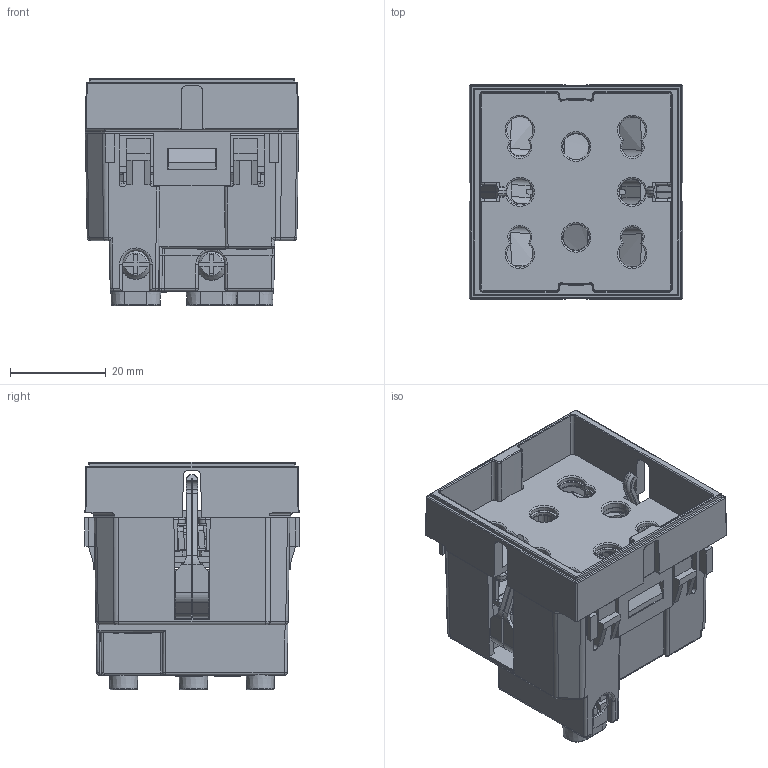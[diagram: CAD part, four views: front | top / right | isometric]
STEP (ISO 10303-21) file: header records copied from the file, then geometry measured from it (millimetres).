
FILE_DESCRIPTION((''),'2;1');
FILE_NAME('LF40211-LNOW_ASM','2024-01-11T',('admin'),(''),'PRO/ENGINEER BY PARAMETRIC TECHNOLOGY CORPORATION, 2012480','PRO/ENGINEER BY PARAMETRIC TECHNOLOGY CORPORATION, 2012480','');
FILE_SCHEMA(('CONFIG_CONTROL_DESIGN'));
Products named in the file (14): H21_______-LNOW-20230307_AF0; SLIDE-P30-_AF1_AF0; SHUTTER-3_AF0; SHUTTER-3_AF0_AF0; PROTECTOR-COVER_AF0_AF0; SHUTTER-1_ASM_ASM; LF40211010-LNOW; LF40211042-LINEA; LF40211043-LINEA; M3_5X6-20200624; LF40211-LN040_; LK40207050-22; LF40211002-2-LNOW; LF40211-LNOW_ASM
Assembly tree (18 placements, depth 3):
  LF40211-LNOW_ASM
    SHUTTER-1_ASM_ASM
      H21_______-LNOW-20230307_AF0
      SLIDE-P30-_AF1_AF0
      SHUTTER-3_AF0
      SHUTTER-3_AF0_AF0
      PROTECTOR-COVER_AF0_AF0
    LF40211010-LNOW
    LF40211042-LINEA
    LF40211043-LINEA
    M3_5X6-20200624  x3
    LF40211-LN040_  x2
    LK40207050-22  x3
    LF40211002-2-LNOW
Bounding box: 44.64 x 44.8 x 47.6 mm (x, y, z)
Volume: 26118.5 mm3; surface area: 47450.1 mm2
Topology: 19 solids, 21 shells, 4080 faces, 11420 edges, 7387 vertices
Faces by surface type: plane 2399, cylinder 1072, bspline 230, extrusion 127, torus 125, cone 108, sphere 19
Entity records: 119233 total; most frequent: CARTESIAN_POINT 33089, ORIENTED_EDGE 18998, DIRECTION 16351, EDGE_CURVE 9499, VECTOR 6477, LINE 6350, VERTEX_POINT 6139, AXIS2_PLACEMENT_3D 4937
